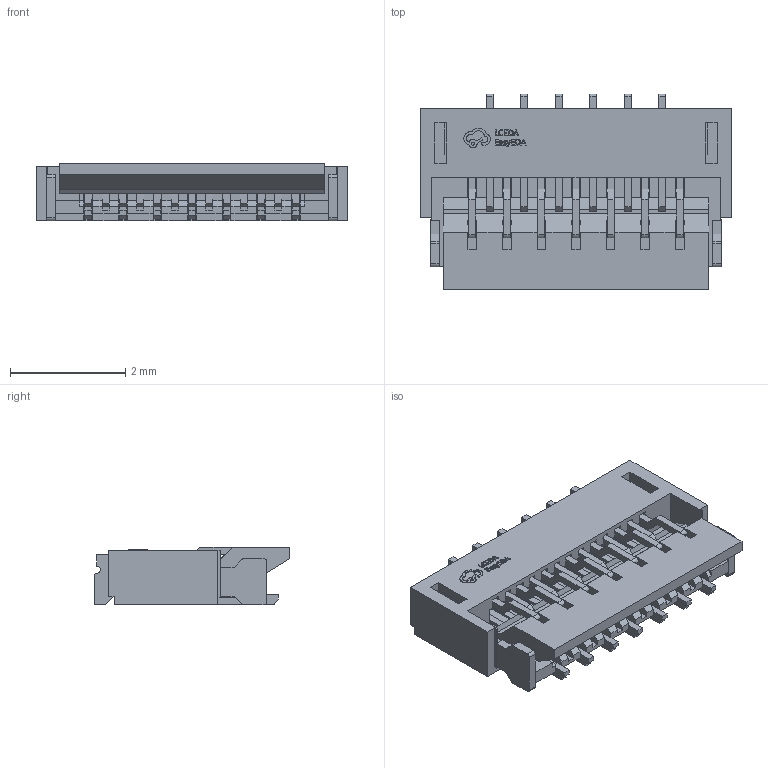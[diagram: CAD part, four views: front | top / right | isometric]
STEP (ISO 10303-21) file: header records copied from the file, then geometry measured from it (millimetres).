
FILE_DESCRIPTION (( 'STEP AP214' ), '1' );
FILE_NAME ('FPC-SMD_ECT818001568.step', '2022-07-06T13:34:06', ( '' ), ( '' ), 'SwSTEP 2.0', 'SolidWorks 2020', '' );
FILE_SCHEMA (( 'AUTOMOTIVE_DESIGN' ));
Length unit declared in the file: millimetre
Products named in the file (1): FPC-SMD_ECT818001568
Bounding box: 5.4 x 3.4 x 1 mm (x, y, z)
Volume: 10.1 mm3; surface area: 132.7 mm2
Topology: 15 solids, 15 shells, 971 faces, 2765 edges, 1838 vertices
Faces by surface type: plane 745, bspline 146, cylinder 80
Entity records: 43208 total; most frequent: CARTESIAN_POINT 9201, ORIENTED_EDGE 5530, DIRECTION 4281, EDGE_CURVE 2765, LINE 2309, VECTOR 2309, VERTEX_POINT 1838, EDGE_LOOP 1005
